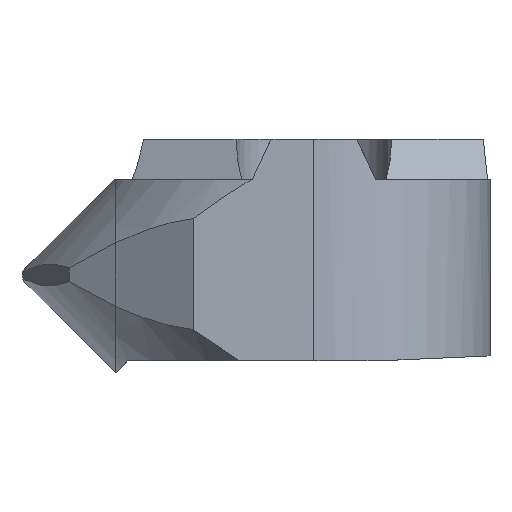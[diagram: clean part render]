
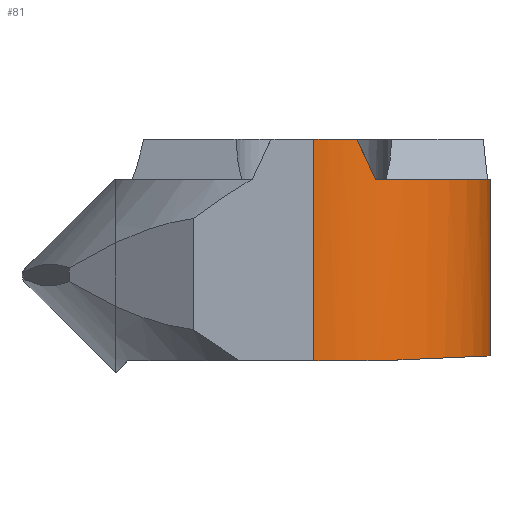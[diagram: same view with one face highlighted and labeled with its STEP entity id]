
A CAD part, front view. The second image highlights one B-rep face of the part: STEP entity #81.
In plain terms, the highlighted cylindrical face has radius 3.5 mm (diameter 7 mm), a partial arc.
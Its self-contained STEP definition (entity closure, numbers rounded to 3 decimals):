
#81=ADVANCED_FACE('',(#130),#121,.T.);
#121=CYLINDRICAL_SURFACE('',#836,3.5);
#130=FACE_OUTER_BOUND('',#172,.T.);
#172=EDGE_LOOP('',(#335,#336,#337,#338,#339,#340,#341));
#215=(
BOUNDED_CURVE()
B_SPLINE_CURVE(3,(#1172,#1173,#1174,#1175),.UNSPECIFIED.,.F.,.F.)
B_SPLINE_CURVE_WITH_KNOTS((4,4),(0.,1.),.UNSPECIFIED.)
CURVE()
GEOMETRIC_REPRESENTATION_ITEM()
RATIONAL_B_SPLINE_CURVE((1.,0.883,0.883,1.))
REPRESENTATION_ITEM('')
);
#216=(
BOUNDED_CURVE()
B_SPLINE_CURVE(3,(#1182,#1183,#1184,#1185),.UNSPECIFIED.,.F.,.F.)
B_SPLINE_CURVE_WITH_KNOTS((4,4),(0.,1.),.UNSPECIFIED.)
CURVE()
GEOMETRIC_REPRESENTATION_ITEM()
RATIONAL_B_SPLINE_CURVE((1.,0.999,0.999,1.))
REPRESENTATION_ITEM('')
);
#232=LINE('',#1178,#274);
#233=LINE('',#1189,#275);
#274=VECTOR('',#928,1.);
#275=VECTOR('',#933,1.);
#335=ORIENTED_EDGE('',*,*,#633,.T.);
#336=ORIENTED_EDGE('',*,*,#634,.T.);
#337=ORIENTED_EDGE('',*,*,#635,.T.);
#338=ORIENTED_EDGE('',*,*,#636,.T.);
#339=ORIENTED_EDGE('',*,*,#637,.T.);
#340=ORIENTED_EDGE('',*,*,#638,.F.);
#341=ORIENTED_EDGE('',*,*,#639,.T.);
#555=VERTEX_POINT('',#1176);
#556=VERTEX_POINT('',#1177);
#557=VERTEX_POINT('',#1179);
#558=VERTEX_POINT('',#1181);
#559=VERTEX_POINT('',#1186);
#560=VERTEX_POINT('',#1188);
#561=VERTEX_POINT('',#1190);
#633=EDGE_CURVE('',#555,#556,#215,.T.);
#634=EDGE_CURVE('',#556,#557,#232,.T.);
#635=EDGE_CURVE('',#557,#558,#735,.T.);
#636=EDGE_CURVE('',#558,#559,#216,.T.);
#637=EDGE_CURVE('',#559,#560,#736,.T.);
#638=EDGE_CURVE('',#561,#560,#233,.T.);
#639=EDGE_CURVE('',#561,#555,#737,.T.);
#735=CIRCLE('',#833,3.5);
#736=CIRCLE('',#834,3.5);
#737=CIRCLE('',#835,3.5);
#833=AXIS2_PLACEMENT_3D('',#1180,#929,#930);
#834=AXIS2_PLACEMENT_3D('',#1187,#931,#932);
#835=AXIS2_PLACEMENT_3D('',#1191,#934,#935);
#836=AXIS2_PLACEMENT_3D('',#1192,#936,#937);
#928=DIRECTION('',(0.,0.,1.));
#929=DIRECTION('',(0.,0.,-1.));
#930=DIRECTION('',(1.,0.,0.));
#931=DIRECTION('',(0.,0.,-1.));
#932=DIRECTION('',(1.,0.,0.));
#933=DIRECTION('',(0.,0.,1.));
#934=DIRECTION('',(0.,0.,1.));
#935=DIRECTION('',(-1.,0.,0.));
#936=DIRECTION('',(0.,0.,1.));
#937=DIRECTION('',(1.,0.,0.));
#1172=CARTESIAN_POINT('',(1.26,-3.265,-3.7));
#1173=CARTESIAN_POINT('',(2.654,-2.727,-3.638));
#1174=CARTESIAN_POINT('',(3.5,-1.495,-3.6));
#1175=CARTESIAN_POINT('',(3.5,0.,-3.6));
#1176=CARTESIAN_POINT('',(1.26,-3.265,-3.7));
#1177=CARTESIAN_POINT('',(3.5,0.,-3.6));
#1178=CARTESIAN_POINT('',(3.5,0.,-4.1));
#1179=CARTESIAN_POINT('',(3.5,0.,-0.1));
#1180=CARTESIAN_POINT('',(0.,0.,-0.1));
#1181=CARTESIAN_POINT('',(1.226,-3.278,-0.1));
#1182=CARTESIAN_POINT('',(1.226,-3.278,-0.1));
#1183=CARTESIAN_POINT('',(1.104,-3.324,0.162));
#1184=CARTESIAN_POINT('',(0.98,-3.363,0.429));
#1185=CARTESIAN_POINT('',(0.853,-3.394,0.7));
#1186=CARTESIAN_POINT('',(0.853,-3.394,0.7));
#1187=CARTESIAN_POINT('',(0.,0.,0.7));
#1188=CARTESIAN_POINT('',(0.,-3.5,0.7));
#1189=CARTESIAN_POINT('',(0.,-3.5,-4.1));
#1190=CARTESIAN_POINT('',(0.,-3.5,-3.7));
#1191=CARTESIAN_POINT('',(0.,0.,-3.7));
#1192=CARTESIAN_POINT('',(0.,0.,-4.1));
